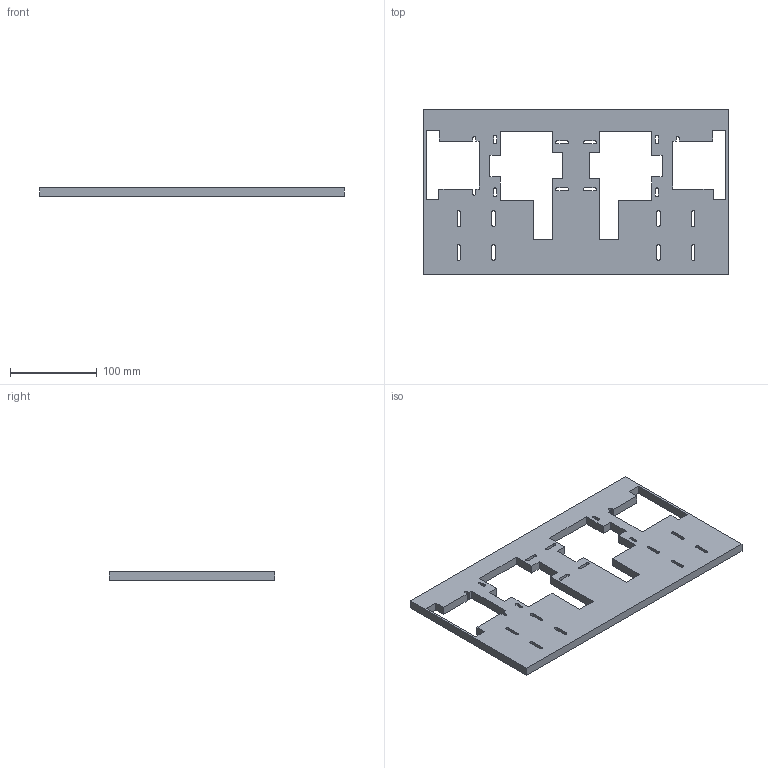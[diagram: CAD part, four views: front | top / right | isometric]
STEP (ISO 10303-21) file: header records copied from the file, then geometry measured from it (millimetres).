
FILE_DESCRIPTION (( 'STEP AP214' ), '1' );
FILE_NAME ('Chassis_part.STEP', '2015-03-12T01:52:14', ( '' ), ( '' ), 'SwSTEP 2.0', 'SolidWorks 2014', '' );
FILE_SCHEMA (( 'AUTOMOTIVE_DESIGN' ));
Length unit declared in the file: millimetre
Products named in the file (1): Chassis_part
Bounding box: 350 x 190 x 10 mm (x, y, z)
Volume: 452483 mm3; surface area: 121262.3 mm2
Topology: 1 solids, 1 shells, 130 faces, 384 edges, 256 vertices
Faces by surface type: plane 91, cylinder 39
Entity records: 4440 total; most frequent: CARTESIAN_POINT 771, ORIENTED_EDGE 768, DIRECTION 724, EDGE_CURVE 384, LINE 306, VECTOR 306, VERTEX_POINT 256, AXIS2_PLACEMENT_3D 209
